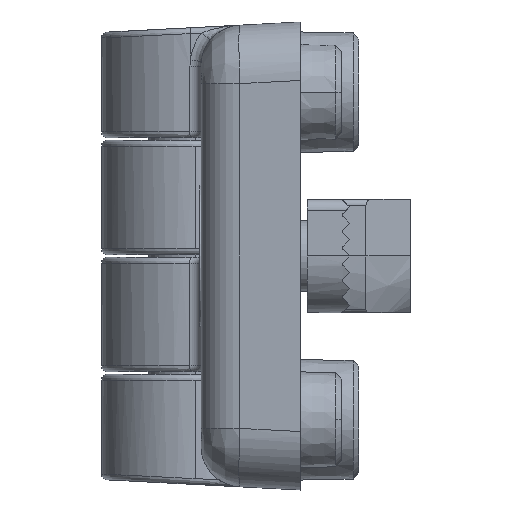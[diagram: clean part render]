
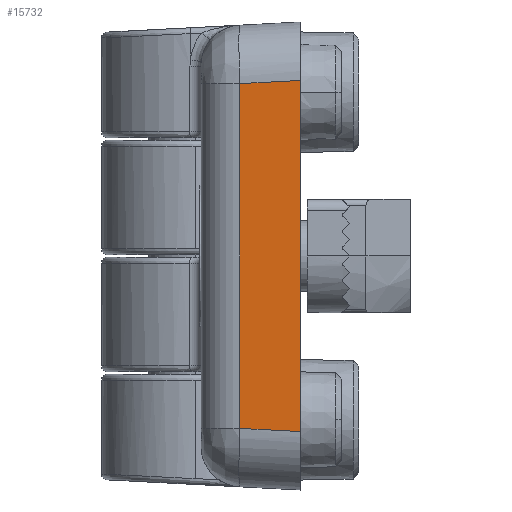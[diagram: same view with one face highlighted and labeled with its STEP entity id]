
A CAD part, left-side view. The second image highlights one B-rep face of the part: STEP entity #15732.
In plain terms, the highlighted planar face has unit normal (-0.999, 0.052, 0).
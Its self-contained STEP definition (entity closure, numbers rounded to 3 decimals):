
#47 = LINE ( 'NONE', #22282, #15978 ) ;
#845 = VERTEX_POINT ( 'NONE', #21164 ) ;
#1849 = DIRECTION ( 'NONE',  ( -0.999, 0.052, 0. ) ) ;
#2057 = DIRECTION ( 'NONE',  ( -0.052, -0.997, 0.052 ) ) ;
#2290 = EDGE_CURVE ( 'NONE', #14807, #845, #6836, .T. ) ;
#3210 = DIRECTION ( 'NONE',  ( -0.052, -0.997, -0.052 ) ) ;
#3693 = CARTESIAN_POINT ( 'NONE',  ( -30., 0., -20. ) ) ;
#3843 = FACE_OUTER_BOUND ( 'NONE', #11407, .T. ) ;
#4088 = CARTESIAN_POINT ( 'NONE',  ( -30., 0., -20. ) ) ;
#4789 = EDGE_CURVE ( 'NONE', #15991, #845, #23412, .T. ) ;
#6836 = LINE ( 'NONE', #4088, #20775 ) ;
#7888 = ORIENTED_EDGE ( 'NONE', *, *, #2290, .T. ) ;
#9458 = DIRECTION ( 'NONE',  ( 0., 0., 1. ) ) ;
#9642 = VERTEX_POINT ( 'NONE', #19754 ) ;
#10507 = VECTOR ( 'NONE', #3210, 1000. ) ;
#10803 = DIRECTION ( 'NONE',  ( -0.052, -0.999, 0. ) ) ;
#11407 = EDGE_LOOP ( 'NONE', ( #17752, #13985, #12262, #7888 ) ) ;
#12262 = ORIENTED_EDGE ( 'NONE', *, *, #21309, .T. ) ;
#12955 = CARTESIAN_POINT ( 'NONE',  ( -29.904, 1.825, 14.911 ) ) ;
#13103 = DIRECTION ( 'NONE',  ( 0., 0., -1. ) ) ;
#13985 = ORIENTED_EDGE ( 'NONE', *, *, #22854, .T. ) ;
#14559 = VECTOR ( 'NONE', #2057, 1000. ) ;
#14744 = PLANE ( 'NONE',  #16330 ) ;
#14807 = VERTEX_POINT ( 'NONE', #16554 ) ;
#15732 = ADVANCED_FACE ( 'NONE', ( #3843 ), #14744, .T. ) ;
#15978 = VECTOR ( 'NONE', #13103, 1000. ) ;
#15991 = VERTEX_POINT ( 'NONE', #21106 ) ;
#16330 = AXIS2_PLACEMENT_3D ( 'NONE', #3693, #1849, #10803 ) ;
#16554 = CARTESIAN_POINT ( 'NONE',  ( -30., 0., -15.007 ) ) ;
#17599 = LINE ( 'NONE', #21279, #10507 ) ;
#17752 = ORIENTED_EDGE ( 'NONE', *, *, #4789, .F. ) ;
#19754 = CARTESIAN_POINT ( 'NONE',  ( -29.728, 5.183, -14.735 ) ) ;
#20775 = VECTOR ( 'NONE', #9458, 1000. ) ;
#21106 = CARTESIAN_POINT ( 'NONE',  ( -29.728, 5.183, 14.735 ) ) ;
#21164 = CARTESIAN_POINT ( 'NONE',  ( -30., 0., 15.007 ) ) ;
#21279 = CARTESIAN_POINT ( 'NONE',  ( -29.728, 5.183, -14.735 ) ) ;
#21309 = EDGE_CURVE ( 'NONE', #9642, #14807, #17599, .T. ) ;
#22282 = CARTESIAN_POINT ( 'NONE',  ( -29.728, 5.183, -20. ) ) ;
#22854 = EDGE_CURVE ( 'NONE', #15991, #9642, #47, .T. ) ;
#23412 = LINE ( 'NONE', #12955, #14559 ) ;
